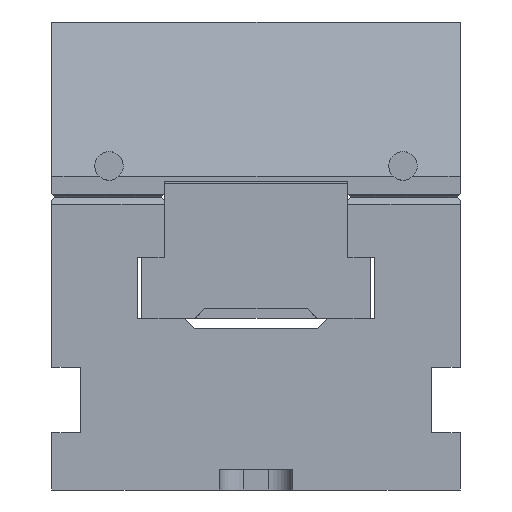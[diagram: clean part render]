
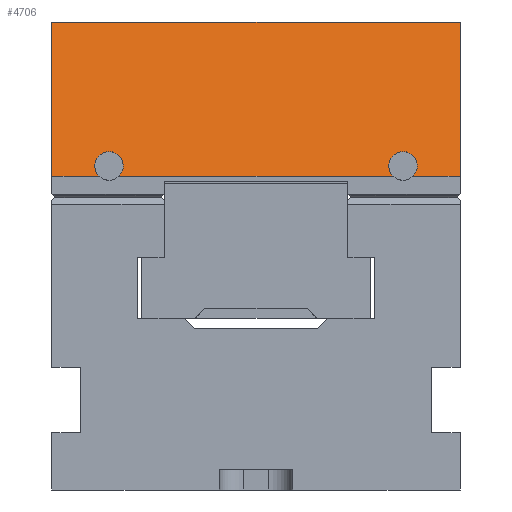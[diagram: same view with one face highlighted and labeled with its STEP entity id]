
A CAD part, front view. The second image highlights one B-rep face of the part: STEP entity #4706.
In plain terms, the highlighted face is planar.
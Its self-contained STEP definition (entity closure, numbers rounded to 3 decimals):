
#4706 = ADVANCED_FACE( '', ( #9685 ), #9686, .F. );
#9685 = FACE_OUTER_BOUND( '', #14857, .T. );
#9686 = PLANE( '', #14858 );
#14857 = EDGE_LOOP( '', ( #29210, #29211, #29212, #29213, #29214, #29215, #29216, #29217 ) );
#14858 = AXIS2_PLACEMENT_3D( '', #29218, #29219, #29220 );
#29210 = ORIENTED_EDGE( '', *, *, #35562, .T. );
#29211 = ORIENTED_EDGE( '', *, *, #36076, .T. );
#29212 = ORIENTED_EDGE( '', *, *, #35560, .T. );
#29213 = ORIENTED_EDGE( '', *, *, #36536, .T. );
#29214 = ORIENTED_EDGE( '', *, *, #36590, .F. );
#29215 = ORIENTED_EDGE( '', *, *, #36421, .F. );
#29216 = ORIENTED_EDGE( '', *, *, #35563, .T. );
#29217 = ORIENTED_EDGE( '', *, *, #35542, .T. );
#29218 = CARTESIAN_POINT( '', ( 49.975, 13.866, 43. ) );
#29219 = DIRECTION( '', ( 0., -0.966, -0.259 ) );
#29220 = DIRECTION( '', ( 0., 0.259, -0.966 ) );
#35542 = EDGE_CURVE( '', #44492, #44493, #44494, .T. );
#35560 = EDGE_CURVE( '', #44517, #44515, #44518, .T. );
#35562 = EDGE_CURVE( '', #44493, #44519, #44521, .T. );
#35563 = EDGE_CURVE( '', #44522, #44492, #44523, .T. );
#36076 = EDGE_CURVE( '', #44519, #44517, #45139, .T. );
#36421 = EDGE_CURVE( '', #44522, #45581, #45582, .T. );
#36536 = EDGE_CURVE( '', #44515, #45703, #45705, .T. );
#36590 = EDGE_CURVE( '', #45581, #45703, #45762, .T. );
#44492 = VERTEX_POINT( '', #57163 );
#44493 = VERTEX_POINT( '', #57164 );
#44494 = ELLIPSE( '', #57165, 3.623, 3.5 );
#44515 = VERTEX_POINT( '', #57197 );
#44517 = VERTEX_POINT( '', #57200 );
#44518 = LINE( '', #57201, #57202 );
#44519 = VERTEX_POINT( '', #57203 );
#44521 = LINE( '', #57205, #57206 );
#44522 = VERTEX_POINT( '', #57207 );
#44523 = LINE( '', #57208, #57209 );
#45139 = ELLIPSE( '', #58108, 3.623, 3.5 );
#45581 = VERTEX_POINT( '', #58822 );
#45582 = LINE( '', #58823, #58824 );
#45703 = VERTEX_POINT( '', #58990 );
#45705 = LINE( '', #58993, #58994 );
#45762 = LINE( '', #59069, #59070 );
#57163 = CARTESIAN_POINT( '', ( 38.376, 24., 5.18 ) );
#57164 = CARTESIAN_POINT( '', ( 33.624, 24., 5.18 ) );
#57165 = AXIS2_PLACEMENT_3D( '', #63915, #63916, #63917 );
#57197 = CARTESIAN_POINT( '', ( -49.975, 24., 5.18 ) );
#57200 = CARTESIAN_POINT( '', ( -38.376, 24., 5.18 ) );
#57201 = CARTESIAN_POINT( '', ( 49.975, 24., 5.18 ) );
#57202 = VECTOR( '', #63933, 1000. );
#57203 = CARTESIAN_POINT( '', ( -33.624, 24., 5.18 ) );
#57205 = CARTESIAN_POINT( '', ( 49.975, 24., 5.18 ) );
#57206 = VECTOR( '', #63937, 1000. );
#57207 = CARTESIAN_POINT( '', ( 49.975, 24., 5.18 ) );
#57208 = CARTESIAN_POINT( '', ( 49.975, 24., 5.18 ) );
#57209 = VECTOR( '', #63938, 1000. );
#58108 = AXIS2_PLACEMENT_3D( '', #64273, #64274, #64275 );
#58822 = CARTESIAN_POINT( '', ( 49.975, 13.866, 43. ) );
#58823 = CARTESIAN_POINT( '', ( 49.975, 13.866, 43. ) );
#58824 = VECTOR( '', #64563, 1000. );
#58990 = CARTESIAN_POINT( '', ( -49.975, 13.866, 43. ) );
#58993 = CARTESIAN_POINT( '', ( -49.975, 13.866, 43. ) );
#58994 = VECTOR( '', #64634, 1000. );
#59069 = CARTESIAN_POINT( '', ( 49.975, 13.866, 43. ) );
#59070 = VECTOR( '', #64662, 1000. );
#63915 = CARTESIAN_POINT( '', ( 36., 23.311, 7.75 ) );
#63916 = DIRECTION( '', ( 0., -0.966, -0.259 ) );
#63917 = DIRECTION( '', ( 0., 0.259, -0.966 ) );
#63933 = DIRECTION( '', ( -1., 0., 0. ) );
#63937 = DIRECTION( '', ( -1., 0., 0. ) );
#63938 = DIRECTION( '', ( -1., 0., 0. ) );
#64273 = CARTESIAN_POINT( '', ( -36., 23.311, 7.75 ) );
#64274 = DIRECTION( '', ( 0., -0.966, -0.259 ) );
#64275 = DIRECTION( '', ( 0., 0.259, -0.966 ) );
#64563 = DIRECTION( '', ( 0., -0.259, 0.966 ) );
#64634 = DIRECTION( '', ( 0., -0.259, 0.966 ) );
#64662 = DIRECTION( '', ( -1., 0., 0. ) );
